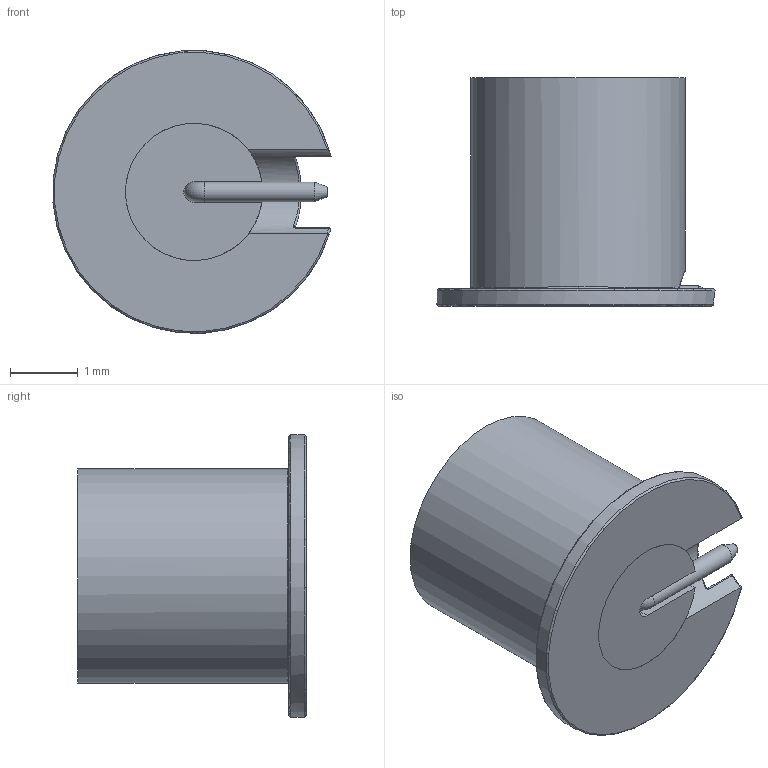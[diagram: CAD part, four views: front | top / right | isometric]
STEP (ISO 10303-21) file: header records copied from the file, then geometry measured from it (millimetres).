
FILE_DESCRIPTION (( 'STEP AP203' ), '1' );
FILE_NAME ('SC5463.step', '2020-04-14T19:01:45', ( '' ), ( '' ), 'SwSTEP 2.0', 'SolidWorks 2018', '' );
FILE_SCHEMA (( 'CONFIG_CONTROL_DESIGN' ));
Length unit declared in the file: inch
Products named in the file (1): SC5463
Bounding box: 4.12 x 3.38 x 4.18 mm (x, y, z)
Volume: 18.6 mm3; surface area: 95.9 mm2
Topology: 3 solids, 3 shells, 49 faces, 106 edges, 67 vertices
Faces by surface type: cylinder 20, plane 16, torus 5, bspline 4, cone 3, sphere 1
Full cylindrical faces by diameter (mm): 0.292 x3, 0.305 x2, 0.498 x2, 0.736 x2, 2.032 x2, 2.108 x1, 2.184 x1, 2.819 x1, 3.175 x1
Entity records: 1463 total; most frequent: CARTESIAN_POINT 472, DIRECTION 194, ORIENTED_EDGE 150, AXIS2_PLACEMENT_3D 90, EDGE_LOOP 78, EDGE_CURVE 75, FACE_OUTER_BOUND 66, VERTEX_POINT 57
